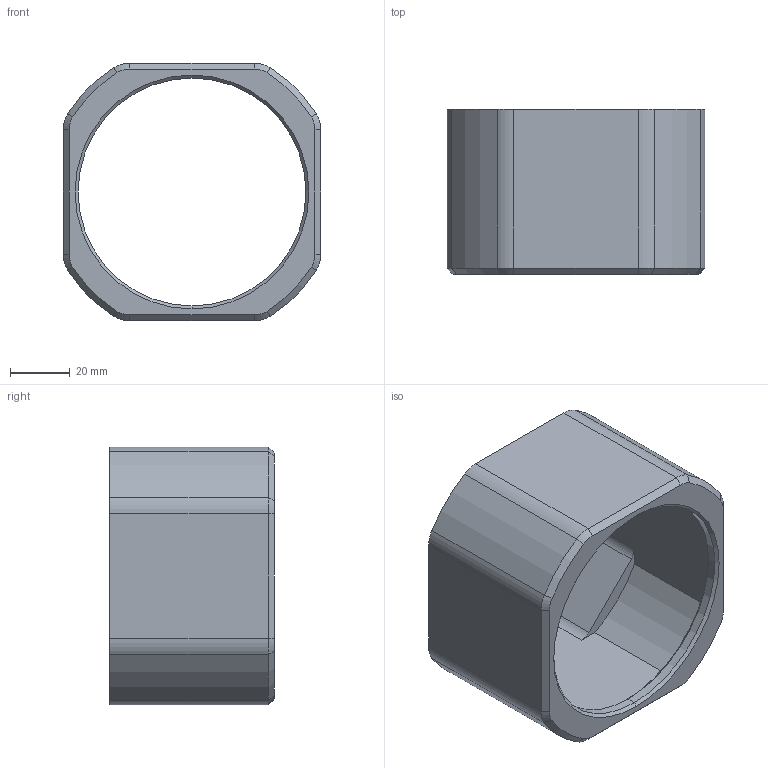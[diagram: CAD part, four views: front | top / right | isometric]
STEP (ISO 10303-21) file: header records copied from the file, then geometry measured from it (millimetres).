
FILE_DESCRIPTION (( 'STEP AP203' ), '1' );
FILE_NAME ('V2_ASV-1.4-USI-009-A-BACEXT.STEP', '2024-09-10T09:04:03', ( '' ), ( '' ), 'SwSTEP 2.0', 'SolidWorks 2016', '' );
FILE_SCHEMA (( 'CONFIG_CONTROL_DESIGN' ));
Length unit declared in the file: millimetre
Products named in the file (1): V2_ASV-1.4-USI-009-A-BACEXT
Bounding box: 86 x 55 x 86 mm (x, y, z)
Volume: 79103.1 mm3; surface area: 36435.5 mm2
Topology: 1 solids, 1 shells, 84 faces, 212 edges, 126 vertices
Faces by surface type: cylinder 34, plane 26, cone 24
Entity records: 2535 total; most frequent: DIRECTION 460, CARTESIAN_POINT 415, ORIENTED_EDGE 408, EDGE_CURVE 204, AXIS2_PLACEMENT_3D 171, VERTEX_POINT 126, LINE 118, VECTOR 118
